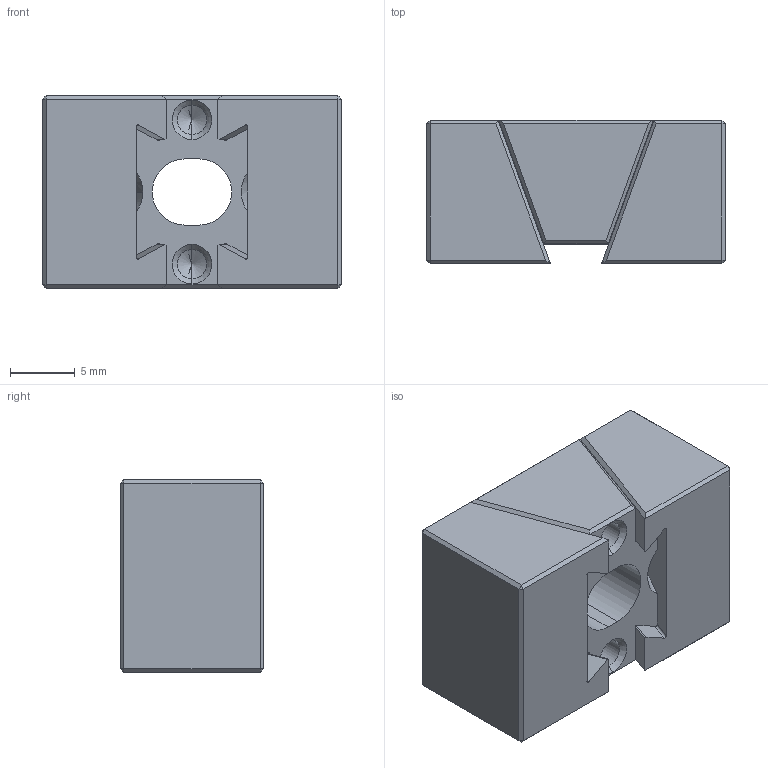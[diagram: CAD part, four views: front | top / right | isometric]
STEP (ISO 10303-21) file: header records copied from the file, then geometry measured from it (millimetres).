
FILE_DESCRIPTION (( 'STEP AP214' ), '1' );
FILE_NAME ('2030-VF0-S-CP.STEP', '2018-04-23T15:17:56', ( '' ), ( '' ), 'SwSTEP 2.0', 'SolidWorks 2018', '' );
FILE_SCHEMA (( 'AUTOMOTIVE_DESIGN' ));
Length unit declared in the file: inch
Products named in the file (3): 2030-VF0-S-CP; 2031-VF0-S-JAW; 2031-VF0-WEDGE
Assembly tree (3 placements, depth 2):
  2030-VF0-S-CP
    2031-VF0-WEDGE
    2031-VF0-S-JAW  x2
Bounding box: 22.98 x 11.05 x 14.8 mm (x, y, z)
Volume: 3031 mm3; surface area: 2732.4 mm2
Topology: 3 solids, 3 shells, 299 faces, 772 edges, 493 vertices
Faces by surface type: plane 185, bspline 68, cylinder 30, cone 16
Entity records: 15852 total; most frequent: CARTESIAN_POINT 7709, ORIENTED_EDGE 1400, DIRECTION 901, EDGE_CURVE 700, VERTEX_POINT 453, LINE 405, VECTOR 405, EDGE_LOOP 287
